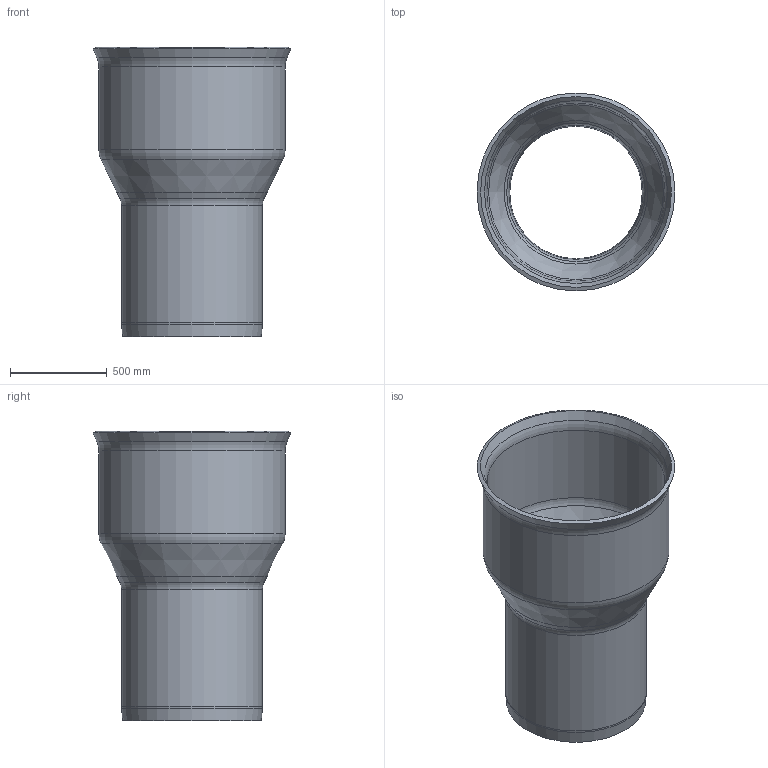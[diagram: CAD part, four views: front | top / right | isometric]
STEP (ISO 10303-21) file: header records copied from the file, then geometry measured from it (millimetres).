
FILE_DESCRIPTION(/* description */ (''),/* implementation_level */ '2;1');
FILE_NAME(/* name */ '00711.070X_3D.stp',/* time_stamp */ '2024-12-11T13:00:03+01:00',/* author */ ('CAD'),/* organization */ (''),/* preprocessor_version */ 'ST-DEVELOPER v20',/* originating_system */ 'AutoCAD Mechanical',/* authorisation */ '');
FILE_SCHEMA (('AUTOMOTIVE_DESIGN { 1 0 10303 214 3 1 1 }'));
Length unit declared in the file: centimetre
Products named in the file (2): Product; *S0
Assembly tree (1 placements, depth 2):
  Product
    *S0
Bounding box: 1025 x 1025 x 1500 mm (x, y, z)
Volume: 71760229.7 mm3; surface area: 8042365.6 mm2
Topology: 2 solids, 2 shells, 23 faces, 51 edges, 29 vertices
Faces by surface type: cone 12, torus 7, cylinder 4
Full cylindrical faces by diameter (mm): 698 x1, 730 x1, 925 x1, 965 x1
Entity records: 702 total; most frequent: DIRECTION 137, CARTESIAN_POINT 106, ORIENTED_EDGE 100, AXIS2_PLACEMENT_3D 60, EDGE_CURVE 50, CIRCLE 34, VERTEX_POINT 27, FACE_OUTER_BOUND 23
